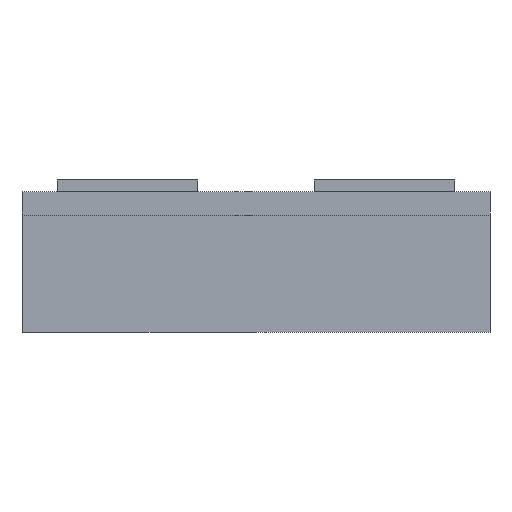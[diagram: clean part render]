
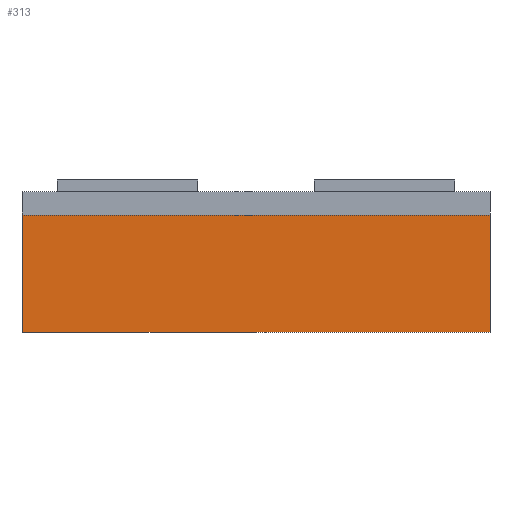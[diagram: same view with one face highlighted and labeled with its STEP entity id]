
A CAD part, left-side view. The second image highlights one B-rep face of the part: STEP entity #313.
In plain terms, the highlighted planar face has unit normal (-1, 0, 0).
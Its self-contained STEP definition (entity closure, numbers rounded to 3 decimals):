
#74 = CARTESIAN_POINT ( 'NONE',  ( -1., -1., -0.15 ) ) ;
#122 = DIRECTION ( 'NONE',  ( 0., 0., 1. ) ) ;
#198 = DIRECTION ( 'NONE',  ( 0., 0., 1. ) ) ;
#313 = ADVANCED_FACE ( 'NONE', ( #2426 ), #2083, .F. ) ;
#470 = VERTEX_POINT ( 'NONE', #4290 ) ;
#573 = DIRECTION ( 'NONE',  ( 0., 1., 0. ) ) ;
#1134 = ORIENTED_EDGE ( 'NONE', *, *, #2523, .T. ) ;
#1177 = VECTOR ( 'NONE', #198, 1000. ) ;
#1294 = EDGE_CURVE ( 'NONE', #1478, #3011, #1558, .T. ) ;
#1478 = VERTEX_POINT ( 'NONE', #2156 ) ;
#1558 = LINE ( 'NONE', #3137, #1723 ) ;
#1653 = VECTOR ( 'NONE', #573, 1000. ) ;
#1723 = VECTOR ( 'NONE', #2026, 1000. ) ;
#1852 = EDGE_LOOP ( 'NONE', ( #4008, #3980, #2737, #1134 ) ) ;
#1978 = CARTESIAN_POINT ( 'NONE',  ( -1., 1., -0.65 ) ) ;
#2026 = DIRECTION ( 'NONE',  ( 0., 1., 0. ) ) ;
#2083 = PLANE ( 'NONE',  #2175 ) ;
#2156 = CARTESIAN_POINT ( 'NONE',  ( -1., -1., -0.65 ) ) ;
#2175 = AXIS2_PLACEMENT_3D ( 'NONE', #3200, #3950, #4680 ) ;
#2251 = EDGE_CURVE ( 'NONE', #3011, #470, #3803, .T. ) ;
#2407 = EDGE_CURVE ( 'NONE', #3280, #470, #4127, .T. ) ;
#2426 = FACE_OUTER_BOUND ( 'NONE', #1852, .T. ) ;
#2523 = EDGE_CURVE ( 'NONE', #1478, #3280, #3875, .T. ) ;
#2531 = CARTESIAN_POINT ( 'NONE',  ( -1., 1., -0.65 ) ) ;
#2737 = ORIENTED_EDGE ( 'NONE', *, *, #1294, .F. ) ;
#3011 = VERTEX_POINT ( 'NONE', #2531 ) ;
#3137 = CARTESIAN_POINT ( 'NONE',  ( -1., -1., -0.65 ) ) ;
#3200 = CARTESIAN_POINT ( 'NONE',  ( -1., -1., -0.65 ) ) ;
#3280 = VERTEX_POINT ( 'NONE', #4715 ) ;
#3507 = CARTESIAN_POINT ( 'NONE',  ( -1., -1., -0.65 ) ) ;
#3655 = VECTOR ( 'NONE', #122, 1000. ) ;
#3803 = LINE ( 'NONE', #1978, #3655 ) ;
#3875 = LINE ( 'NONE', #3507, #1177 ) ;
#3950 = DIRECTION ( 'NONE',  ( 1., 0., 0. ) ) ;
#3980 = ORIENTED_EDGE ( 'NONE', *, *, #2251, .F. ) ;
#4008 = ORIENTED_EDGE ( 'NONE', *, *, #2407, .T. ) ;
#4127 = LINE ( 'NONE', #74, #1653 ) ;
#4290 = CARTESIAN_POINT ( 'NONE',  ( -1., 1., -0.15 ) ) ;
#4680 = DIRECTION ( 'NONE',  ( 0., 0., -1. ) ) ;
#4715 = CARTESIAN_POINT ( 'NONE',  ( -1., -1., -0.15 ) ) ;
